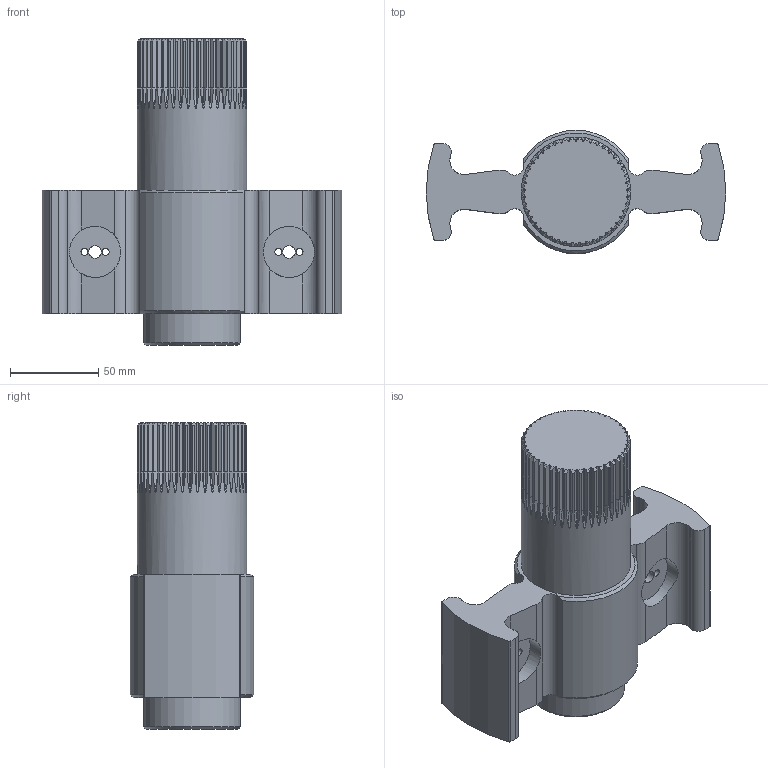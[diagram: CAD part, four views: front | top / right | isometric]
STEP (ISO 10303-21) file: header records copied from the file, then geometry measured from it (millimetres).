
FILE_DESCRIPTION(/* description */ (''),/* implementation_level */ '2;1');
FILE_NAME(/* name */ 'Part 064.stp',/* time_stamp */ '2015-02-23T18:23:57+02:00',/* author */ ('SFC'),/* organization */ (''),/* preprocessor_version */ 'ST-DEVELOPER v15.2',/* originating_system */ 'Autodesk Inventor 2014',/* authorisation */ '');
FILE_SCHEMA (('AUTOMOTIVE_DESIGN { 1 0 10303 214 3 1 1 }'));
Length unit declared in the file: millimetre
Products named in the file (1): Part 064
Bounding box: 170 x 70 x 174 mm (x, y, z)
Volume: 747689.4 mm3; surface area: 77581.7 mm2
Topology: 1 solids, 1 shells, 384 faces, 1049 edges, 669 vertices
Faces by surface type: cone 140, plane 114, cylinder 85, torus 45
Full cylindrical faces by diameter (mm): 4 x4, 7 x2, 29 x4, 55 x1, 62 x1
Entity records: 13254 total; most frequent: CARTESIAN_POINT 3823, ORIENTED_EDGE 2062, DIRECTION 1918, EDGE_CURVE 1031, AXIS2_PLACEMENT_3D 743, VERTEX_POINT 664, LINE 432, VECTOR 432
